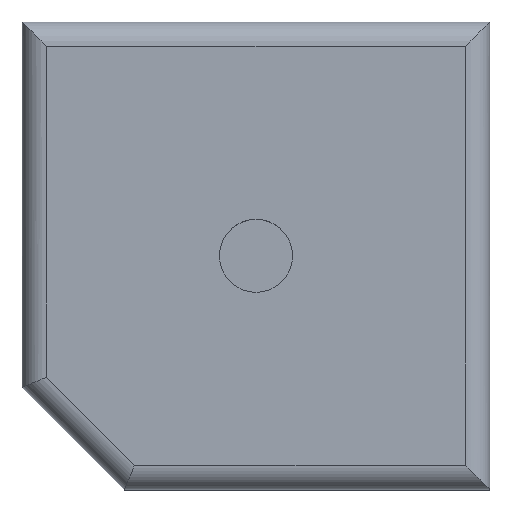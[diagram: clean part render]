
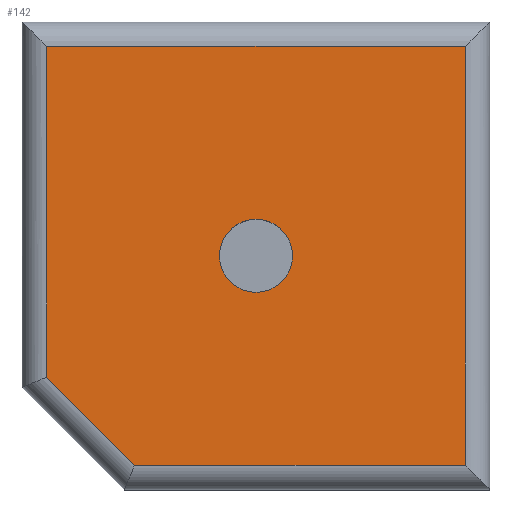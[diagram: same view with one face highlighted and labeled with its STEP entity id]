
A CAD part, top view. The second image highlights one B-rep face of the part: STEP entity #142.
In plain terms, the highlighted planar face has unit normal (0, 0, 1).
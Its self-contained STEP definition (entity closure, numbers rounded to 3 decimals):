
#6 = DIRECTION ( 'NONE',  ( 0., 0., 1. ) ) ;
#27 = CARTESIAN_POINT ( 'NONE',  ( 4.3, -4.3, 5. ) ) ;
#37 = EDGE_CURVE ( 'NONE', #299, #332, #149, .T. ) ;
#41 = LINE ( 'NONE', #427, #169 ) ;
#45 = ORIENTED_EDGE ( 'NONE', *, *, #145, .F. ) ;
#61 = ORIENTED_EDGE ( 'NONE', *, *, #194, .T. ) ;
#62 = CARTESIAN_POINT ( 'NONE',  ( 4.8, -4.3, 5. ) ) ;
#75 = ORIENTED_EDGE ( 'NONE', *, *, #37, .T. ) ;
#83 = LINE ( 'NONE', #209, #283 ) ;
#99 = CARTESIAN_POINT ( 'NONE',  ( -2.493, -4.3, 5. ) ) ;
#104 = ORIENTED_EDGE ( 'NONE', *, *, #220, .T. ) ;
#106 = CARTESIAN_POINT ( 'NONE',  ( -0.75, 0., 5. ) ) ;
#109 = LINE ( 'NONE', #305, #378 ) ;
#112 = ORIENTED_EDGE ( 'NONE', *, *, #244, .T. ) ;
#126 = DIRECTION ( 'NONE',  ( 1., 0., 0. ) ) ;
#133 = VECTOR ( 'NONE', #314, 1000. ) ;
#139 = DIRECTION ( 'NONE',  ( 1., 0., 0. ) ) ;
#140 = VERTEX_POINT ( 'NONE', #106 ) ;
#142 = ADVANCED_FACE ( 'NONE', ( #359, #291 ), #216, .T. ) ;
#144 = AXIS2_PLACEMENT_3D ( 'NONE', #354, #394, #139 ) ;
#145 = EDGE_CURVE ( 'NONE', #140, #398, #448, .T. ) ;
#148 = EDGE_LOOP ( 'NONE', ( #61, #104, #112, #75, #205 ) ) ;
#149 = LINE ( 'NONE', #449, #339 ) ;
#158 = CARTESIAN_POINT ( 'NONE',  ( 4.3, 4.3, 5. ) ) ;
#165 = CARTESIAN_POINT ( 'NONE',  ( 0., 0., 5. ) ) ;
#169 = VECTOR ( 'NONE', #177, 1000. ) ;
#177 = DIRECTION ( 'NONE',  ( 0., -1., 0. ) ) ;
#194 = EDGE_CURVE ( 'NONE', #298, #373, #41, .T. ) ;
#205 = ORIENTED_EDGE ( 'NONE', *, *, #343, .T. ) ;
#209 = CARTESIAN_POINT ( 'NONE',  ( -2.346, -4.446, 5. ) ) ;
#215 = DIRECTION ( 'NONE',  ( 1., 0., 0. ) ) ;
#216 = PLANE ( 'NONE',  #144 ) ;
#220 = EDGE_CURVE ( 'NONE', #373, #234, #83, .T. ) ;
#234 = VERTEX_POINT ( 'NONE', #99 ) ;
#237 = CIRCLE ( 'NONE', #399, 0.75 ) ;
#244 = EDGE_CURVE ( 'NONE', #234, #299, #406, .T. ) ;
#250 = CARTESIAN_POINT ( 'NONE',  ( 0., 0., 5. ) ) ;
#265 = DIRECTION ( 'NONE',  ( -1., 0., 0. ) ) ;
#268 = EDGE_CURVE ( 'NONE', #398, #140, #237, .T. ) ;
#270 = CARTESIAN_POINT ( 'NONE',  ( -4.3, 4.3, 5. ) ) ;
#278 = DIRECTION ( 'NONE',  ( 0., 1., 0. ) ) ;
#283 = VECTOR ( 'NONE', #349, 1000. ) ;
#284 = AXIS2_PLACEMENT_3D ( 'NONE', #250, #6, #215 ) ;
#291 = FACE_OUTER_BOUND ( 'NONE', #148, .T. ) ;
#298 = VERTEX_POINT ( 'NONE', #270 ) ;
#299 = VERTEX_POINT ( 'NONE', #27 ) ;
#304 = CARTESIAN_POINT ( 'NONE',  ( 0.75, 0., 5. ) ) ;
#305 = CARTESIAN_POINT ( 'NONE',  ( -4.8, 4.3, 5. ) ) ;
#314 = DIRECTION ( 'NONE',  ( 1., 0., 0. ) ) ;
#331 = CARTESIAN_POINT ( 'NONE',  ( -4.3, -2.493, 5. ) ) ;
#332 = VERTEX_POINT ( 'NONE', #158 ) ;
#339 = VECTOR ( 'NONE', #278, 1000. ) ;
#343 = EDGE_CURVE ( 'NONE', #332, #298, #109, .T. ) ;
#349 = DIRECTION ( 'NONE',  ( 0.707, -0.707, 0. ) ) ;
#354 = CARTESIAN_POINT ( 'NONE',  ( 0., 0., 5. ) ) ;
#359 = FACE_BOUND ( 'NONE', #380, .T. ) ;
#368 = ORIENTED_EDGE ( 'NONE', *, *, #268, .F. ) ;
#373 = VERTEX_POINT ( 'NONE', #331 ) ;
#378 = VECTOR ( 'NONE', #265, 1000. ) ;
#379 = DIRECTION ( 'NONE',  ( 0., 0., 1. ) ) ;
#380 = EDGE_LOOP ( 'NONE', ( #368, #45 ) ) ;
#394 = DIRECTION ( 'NONE',  ( 0., 0., 1. ) ) ;
#398 = VERTEX_POINT ( 'NONE', #304 ) ;
#399 = AXIS2_PLACEMENT_3D ( 'NONE', #165, #379, #126 ) ;
#406 = LINE ( 'NONE', #62, #133 ) ;
#427 = CARTESIAN_POINT ( 'NONE',  ( -4.3, -2.7, 5. ) ) ;
#448 = CIRCLE ( 'NONE', #284, 0.75 ) ;
#449 = CARTESIAN_POINT ( 'NONE',  ( 4.3, 4.8, 5. ) ) ;
